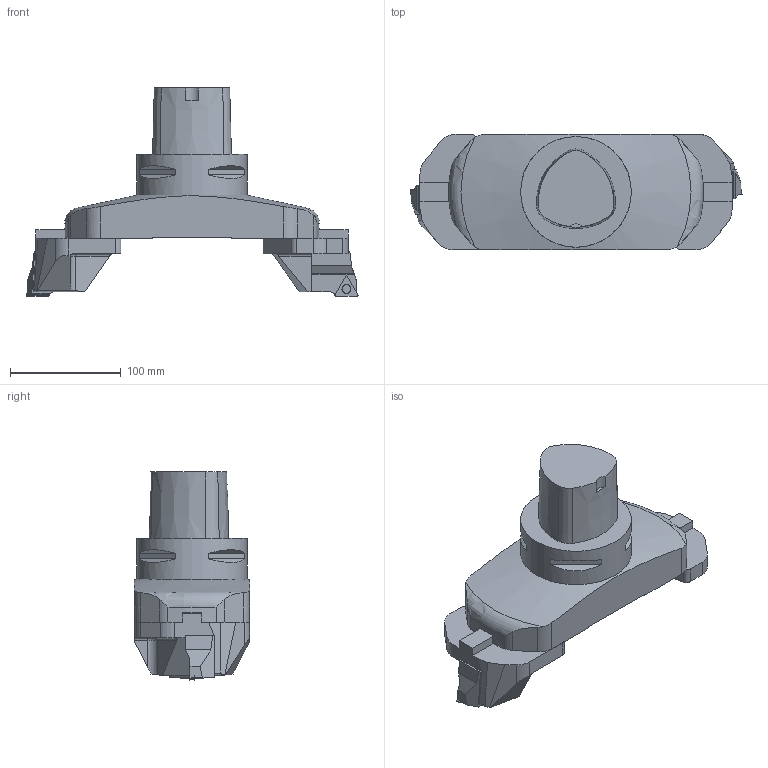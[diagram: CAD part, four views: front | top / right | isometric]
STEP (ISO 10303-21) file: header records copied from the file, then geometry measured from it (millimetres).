
FILE_DESCRIPTION(/* description */ (''),/* implementation_level */ '2;1');
FILE_NAME(/* name */ '1568101015246.stp',/* time_stamp */ '2019-09-10T09:37:02+02:00',/* author */ (''),/* organization */ ('SMS'),/* preprocessor_version */ 'ST-DEVELOPER v16.7',/* originating_system */ 'SIEMENS PLM Software NX 12.0',/* authorisation */ '');
FILE_SCHEMA (('AUTOMOTIVE_DESIGN { 1 0 10303 214 3 1 1 1 }'));
Length unit declared in the file: millimetre
Products named in the file (8): ASSEMBLY_CONSTRUCTION; IsoTurningInsert; 201892303mod000_00; 111169503mod000_01; 111165783mod000_01; 111169322mod000_01; 111164674mod000_01
Assembly tree (9 placements, depth 3):
  111164674mod000_01
    111165783mod000_01
    111169503mod000_01  x2
    111169322mod000_01  x2
      201892303mod000_00
      IsoTurningInsert
      ASSEMBLY_CONSTRUCTION
    ASSEMBLY_CONSTRUCTION
Bounding box: 299.96 x 104 x 188 mm (x, y, z)
Volume: 1585401.8 mm3; surface area: 151559.5 mm2
Topology: 7 solids, 7 shells, 215 faces, 571 edges, 401 vertices
Faces by surface type: plane 136, cylinder 50, cone 17, torus 12
Full cylindrical faces by diameter (mm): 5.5 x4, 100 x1
Entity records: 4964 total; most frequent: CARTESIAN_POINT 887, DIRECTION 758, ORIENTED_EDGE 700, EDGE_CURVE 350, AXIS2_PLACEMENT_3D 269, VERTEX_POINT 236, LINE 220, VECTOR 220
